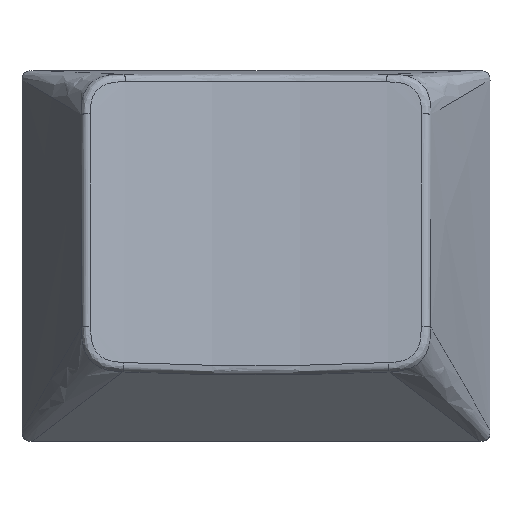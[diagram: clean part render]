
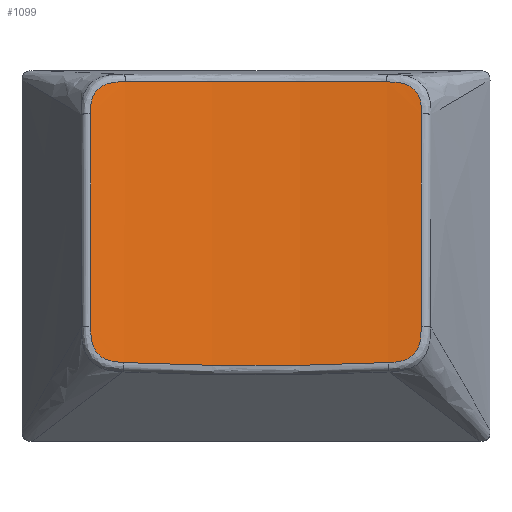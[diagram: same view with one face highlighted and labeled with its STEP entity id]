
A CAD part, top view. The second image highlights one B-rep face of the part: STEP entity #1099.
In plain terms, the highlighted cylindrical face has radius 64.516 mm (diameter 129.032 mm), a partial arc.
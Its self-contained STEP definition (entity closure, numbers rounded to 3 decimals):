
#18=CIRCLE('',#1173,63.898);
#25=CYLINDRICAL_SURFACE('',#1172,64.516);
#66=FACE_OUTER_BOUND('',#132,.T.);
#132=EDGE_LOOP('',(#771,#772,#773,#774,#775,#776,#777,#778));
#208=B_SPLINE_CURVE_WITH_KNOTS('',3,(#2164,#2165,#2166,#2167,#2168,#2169,
#2170,#2171,#2172,#2173,#2174,#2175),.UNSPECIFIED.,.F.,.F.,(4,2,2,2,2,4),
(-0.141,2.61,5.266,8.007,10.749,
12.891),.UNSPECIFIED.);
#209=B_SPLINE_CURVE_WITH_KNOTS('',3,(#2177,#2178,#2179,#2180,#2181,#2182,
#2183,#2184,#2185,#2186,#2187),.UNSPECIFIED.,.F.,.F.,(4,1,1,1,1,1,1,1,4),
(0.177,0.6,0.975,1.306,1.61,1.908,
2.228,2.587,2.993),.UNSPECIFIED.);
#210=B_SPLINE_CURVE_WITH_KNOTS('',3,(#2189,#2190,#2191,#2192),
 .UNSPECIFIED.,.F.,.F.,(4,4),(-0.177,10.262),
 .UNSPECIFIED.);
#211=B_SPLINE_CURVE_WITH_KNOTS('',3,(#2194,#2195,#2196,#2197,#2198,#2199,
#2200,#2201,#2202,#2203),.UNSPECIFIED.,.F.,.F.,(4,1,1,1,1,1,1,4),(0.23,
1.038,1.374,1.68,1.974,2.277,2.607,2.977),
 .UNSPECIFIED.);
#212=B_SPLINE_CURVE_WITH_KNOTS('',3,(#2207,#2208,#2209,#2210,#2211,#2212,
#2213,#2214,#2215,#2216,#2217,#2218,#2219,#2220,#2221,#2222,#2223,#2224,
#2225,#2226,#2227,#2228,#2229,#2230,#2231,#2232,#2233,#2234,#2235,#2236,
#2237,#2238,#2239,#2240),.UNSPECIFIED.,.F.,.F.,(4,3,3,3,3,3,3,3,3,3,3,4),
(0.118,0.468,0.818,1.121,1.268,1.415,
1.568,1.721,1.889,2.057,2.461,2.864),
 .UNSPECIFIED.);
#213=B_SPLINE_CURVE_WITH_KNOTS('',3,(#2242,#2243,#2244,#2245),
 .UNSPECIFIED.,.F.,.F.,(4,4),(-0.118,10.322),
 .UNSPECIFIED.);
#214=B_SPLINE_CURVE_WITH_KNOTS('',3,(#2246,#2247,#2248,#2249,#2250,#2251,
#2252,#2253,#2254,#2255,#2256),.UNSPECIFIED.,.F.,.F.,(4,1,1,1,1,1,1,1,4),
(0.141,0.547,0.906,1.226,1.525,1.828,
2.16,2.534,2.957),.UNSPECIFIED.);
#480=VERTEX_POINT('',#2162);
#481=VERTEX_POINT('',#2163);
#482=VERTEX_POINT('',#2176);
#483=VERTEX_POINT('',#2188);
#484=VERTEX_POINT('',#2193);
#485=VERTEX_POINT('',#2204);
#486=VERTEX_POINT('',#2206);
#487=VERTEX_POINT('',#2241);
#591=EDGE_CURVE('',#480,#481,#208,.T.);
#592=EDGE_CURVE('',#481,#482,#209,.F.);
#593=EDGE_CURVE('',#482,#483,#210,.T.);
#594=EDGE_CURVE('',#483,#484,#211,.F.);
#595=EDGE_CURVE('',#484,#485,#18,.T.);
#596=EDGE_CURVE('',#485,#486,#212,.F.);
#597=EDGE_CURVE('',#486,#487,#213,.T.);
#598=EDGE_CURVE('',#487,#480,#214,.F.);
#771=ORIENTED_EDGE('',*,*,#591,.T.);
#772=ORIENTED_EDGE('',*,*,#592,.T.);
#773=ORIENTED_EDGE('',*,*,#593,.T.);
#774=ORIENTED_EDGE('',*,*,#594,.T.);
#775=ORIENTED_EDGE('',*,*,#595,.T.);
#776=ORIENTED_EDGE('',*,*,#596,.T.);
#777=ORIENTED_EDGE('',*,*,#597,.T.);
#778=ORIENTED_EDGE('',*,*,#598,.T.);
#1099=ADVANCED_FACE('',(#66),#25,.F.);
#1172=AXIS2_PLACEMENT_3D('',#2161,#1257,#1258);
#1173=AXIS2_PLACEMENT_3D('',#2205,#1259,#1260);
#1257=DIRECTION('center_axis',(0.,-0.995,
0.103));
#1258=DIRECTION('ref_axis',(-0.695,0.074,0.715));
#1259=DIRECTION('center_axis',(0.,0.999,0.035));
#1260=DIRECTION('ref_axis',(-0.1,0.035,-0.994));
#2161=CARTESIAN_POINT('Origin',(0.,-80.464,
29.423));
#2162=CARTESIAN_POINT('',(-6.458,-6.86,-42.766));
#2163=CARTESIAN_POINT('',(6.458,-6.86,-42.766));
#2164=CARTESIAN_POINT('Ctrl Pts',(-6.458,-6.86,-42.766));
#2165=CARTESIAN_POINT('Ctrl Pts',(-5.553,-6.902,-42.853));
#2166=CARTESIAN_POINT('Ctrl Pts',(-4.645,-6.936,-42.922));
#2167=CARTESIAN_POINT('Ctrl Pts',(-2.859,-6.984,-43.021));
#2168=CARTESIAN_POINT('Ctrl Pts',(-1.98,-6.999,-43.053));
#2169=CARTESIAN_POINT('Ctrl Pts',(-0.194,-7.013,
-43.082));
#2170=CARTESIAN_POINT('Ctrl Pts',(0.714,-7.012,-43.078));
#2171=CARTESIAN_POINT('Ctrl Pts',(2.528,-6.99,-43.035));
#2172=CARTESIAN_POINT('Ctrl Pts',(3.434,-6.971,-42.994));
#2173=CARTESIAN_POINT('Ctrl Pts',(5.047,-6.921,-42.89));
#2174=CARTESIAN_POINT('Ctrl Pts',(5.753,-6.893,-42.834));
#2175=CARTESIAN_POINT('Ctrl Pts',(6.458,-6.86,-42.766));
#2176=CARTESIAN_POINT('',(8.077,-5.091,-42.765));
#2177=CARTESIAN_POINT('Ctrl Pts',(8.077,-5.091,-42.765));
#2178=CARTESIAN_POINT('Ctrl Pts',(8.077,-5.231,-42.751));
#2179=CARTESIAN_POINT('Ctrl Pts',(8.074,-5.496,-42.723));
#2180=CARTESIAN_POINT('Ctrl Pts',(8.022,-5.868,-42.691));
#2181=CARTESIAN_POINT('Ctrl Pts',(7.91,-6.186,-42.672));
#2182=CARTESIAN_POINT('Ctrl Pts',(7.733,-6.444,-42.667));
#2183=CARTESIAN_POINT('Ctrl Pts',(7.493,-6.639,-42.676));
#2184=CARTESIAN_POINT('Ctrl Pts',(7.195,-6.769,-42.697));
#2185=CARTESIAN_POINT('Ctrl Pts',(6.843,-6.839,-42.728));
#2186=CARTESIAN_POINT('Ctrl Pts',(6.591,-6.854,-42.753));
#2187=CARTESIAN_POINT('Ctrl Pts',(6.458,-6.86,-42.766));
#2188=CARTESIAN_POINT('',(8.086,5.292,-43.843));
#2189=CARTESIAN_POINT('Ctrl Pts',(8.077,-5.091,-42.765));
#2190=CARTESIAN_POINT('Ctrl Pts',(8.08,-1.63,-43.125));
#2191=CARTESIAN_POINT('Ctrl Pts',(8.083,1.831,-43.484));
#2192=CARTESIAN_POINT('Ctrl Pts',(8.086,5.292,-43.843));
#2193=CARTESIAN_POINT('',(6.389,6.86,-44.199));
#2194=CARTESIAN_POINT('Ctrl Pts',(6.389,6.86,-44.199));
#2195=CARTESIAN_POINT('Ctrl Pts',(6.654,6.859,-44.172));
#2196=CARTESIAN_POINT('Ctrl Pts',(7.036,6.847,-44.13));
#2197=CARTESIAN_POINT('Ctrl Pts',(7.484,6.679,-44.061));
#2198=CARTESIAN_POINT('Ctrl Pts',(7.733,6.498,-44.013));
#2199=CARTESIAN_POINT('Ctrl Pts',(7.917,6.261,-43.965));
#2200=CARTESIAN_POINT('Ctrl Pts',(8.032,5.976,-43.921));
#2201=CARTESIAN_POINT('Ctrl Pts',(8.084,5.647,-43.881));
#2202=CARTESIAN_POINT('Ctrl Pts',(8.086,5.414,-43.856));
#2203=CARTESIAN_POINT('Ctrl Pts',(8.086,5.292,-43.843));
#2204=CARTESIAN_POINT('',(-6.389,6.86,-44.199));
#2205=CARTESIAN_POINT('Origin',(0.,4.614,19.339));
#2206=CARTESIAN_POINT('',(-8.086,5.292,-43.843));
#2207=CARTESIAN_POINT('Ctrl Pts',(-8.086,5.292,-43.843));
#2208=CARTESIAN_POINT('Ctrl Pts',(-8.087,5.408,-43.855));
#2209=CARTESIAN_POINT('Ctrl Pts',(-8.085,5.524,-43.868));
#2210=CARTESIAN_POINT('Ctrl Pts',(-8.076,5.64,-43.881));
#2211=CARTESIAN_POINT('Ctrl Pts',(-8.067,5.755,-43.894));
#2212=CARTESIAN_POINT('Ctrl Pts',(-8.049,5.87,-43.908));
#2213=CARTESIAN_POINT('Ctrl Pts',(-8.018,5.981,-43.924));
#2214=CARTESIAN_POINT('Ctrl Pts',(-7.991,6.078,-43.937));
#2215=CARTESIAN_POINT('Ctrl Pts',(-7.953,6.171,-43.951));
#2216=CARTESIAN_POINT('Ctrl Pts',(-7.903,6.257,-43.967));
#2217=CARTESIAN_POINT('Ctrl Pts',(-7.879,6.299,-43.974));
#2218=CARTESIAN_POINT('Ctrl Pts',(-7.852,6.339,-43.981));
#2219=CARTESIAN_POINT('Ctrl Pts',(-7.823,6.377,-43.989));
#2220=CARTESIAN_POINT('Ctrl Pts',(-7.793,6.415,-43.997));
#2221=CARTESIAN_POINT('Ctrl Pts',(-7.761,6.451,-44.004));
#2222=CARTESIAN_POINT('Ctrl Pts',(-7.727,6.485,-44.012));
#2223=CARTESIAN_POINT('Ctrl Pts',(-7.691,6.52,-44.02));
#2224=CARTESIAN_POINT('Ctrl Pts',(-7.653,6.552,-44.028));
#2225=CARTESIAN_POINT('Ctrl Pts',(-7.612,6.582,-44.036));
#2226=CARTESIAN_POINT('Ctrl Pts',(-7.572,6.611,-44.044));
#2227=CARTESIAN_POINT('Ctrl Pts',(-7.529,6.638,-44.052));
#2228=CARTESIAN_POINT('Ctrl Pts',(-7.485,6.662,-44.059));
#2229=CARTESIAN_POINT('Ctrl Pts',(-7.437,6.688,-44.068));
#2230=CARTESIAN_POINT('Ctrl Pts',(-7.387,6.711,-44.076));
#2231=CARTESIAN_POINT('Ctrl Pts',(-7.336,6.731,-44.084));
#2232=CARTESIAN_POINT('Ctrl Pts',(-7.285,6.751,-44.092));
#2233=CARTESIAN_POINT('Ctrl Pts',(-7.232,6.768,-44.099));
#2234=CARTESIAN_POINT('Ctrl Pts',(-7.179,6.782,-44.107));
#2235=CARTESIAN_POINT('Ctrl Pts',(-7.051,6.816,-44.125));
#2236=CARTESIAN_POINT('Ctrl Pts',(-6.92,6.836,-44.141));
#2237=CARTESIAN_POINT('Ctrl Pts',(-6.787,6.846,-44.156));
#2238=CARTESIAN_POINT('Ctrl Pts',(-6.655,6.857,-44.172));
#2239=CARTESIAN_POINT('Ctrl Pts',(-6.521,6.86,-44.186));
#2240=CARTESIAN_POINT('Ctrl Pts',(-6.389,6.86,-44.199));
#2241=CARTESIAN_POINT('',(-8.077,-5.091,-42.765));
#2242=CARTESIAN_POINT('Ctrl Pts',(-8.086,5.292,-43.843));
#2243=CARTESIAN_POINT('Ctrl Pts',(-8.083,1.831,-43.484));
#2244=CARTESIAN_POINT('Ctrl Pts',(-8.08,-1.63,-43.125));
#2245=CARTESIAN_POINT('Ctrl Pts',(-8.077,-5.091,-42.765));
#2246=CARTESIAN_POINT('Ctrl Pts',(-6.458,-6.86,-42.766));
#2247=CARTESIAN_POINT('Ctrl Pts',(-6.591,-6.854,-42.753));
#2248=CARTESIAN_POINT('Ctrl Pts',(-6.843,-6.839,-42.728));
#2249=CARTESIAN_POINT('Ctrl Pts',(-7.195,-6.769,-42.697));
#2250=CARTESIAN_POINT('Ctrl Pts',(-7.493,-6.639,-42.676));
#2251=CARTESIAN_POINT('Ctrl Pts',(-7.733,-6.444,-42.667));
#2252=CARTESIAN_POINT('Ctrl Pts',(-7.91,-6.186,-42.672));
#2253=CARTESIAN_POINT('Ctrl Pts',(-8.022,-5.868,-42.691));
#2254=CARTESIAN_POINT('Ctrl Pts',(-8.074,-5.496,-42.723));
#2255=CARTESIAN_POINT('Ctrl Pts',(-8.077,-5.231,-42.751));
#2256=CARTESIAN_POINT('Ctrl Pts',(-8.077,-5.091,-42.765));
